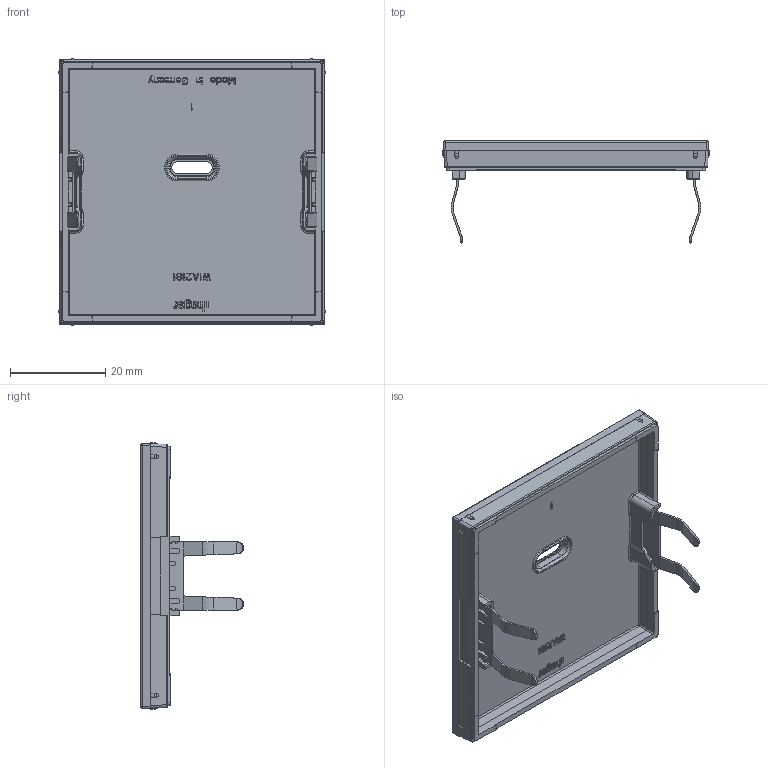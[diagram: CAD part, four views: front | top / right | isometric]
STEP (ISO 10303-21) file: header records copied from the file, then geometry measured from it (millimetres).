
FILE_DESCRIPTION((''),'2;1');
FILE_NAME('WAF1511WG_ASM','2025-04-11T11:22:21',('polia'),(''),'CREO PARAMETRIC BY PTC INC, 2023154','CREO PARAMETRIC BY PTC INC, 2023154','');
FILE_SCHEMA(('CONFIG_CONTROL_DESIGN','SHAPE_APPEARANCE_LAYERS_GROUPS'));
Products named in the file (7): W4G0039_18; W4H0088_18; W1A2181_80; W1X0046_00; W3A0372_80_ASM; KLEMMFEDER_1000000777_PAE_000_AC; WAF1511WG_ASM
Assembly tree (7 placements, depth 3):
  WAF1511WG_ASM
    W4G0039_18
    W3A0372_80_ASM
      W4H0088_18
      W1A2181_80
      W1X0046_00
    KLEMMFEDER_1000000777_PAE_000_AC  x2
Bounding box: 55.9 x 21.55 x 55.9 mm (x, y, z)
Volume: 7338.6 mm3; surface area: 9472.4 mm2
Topology: 6 solids, 6 shells, 1525 faces, 4182 edges, 2712 vertices
Faces by surface type: plane 956, cylinder 326, extrusion 113, bspline 84, torus 22, sphere 12, cone 12
Entity records: 62632 total; most frequent: CARTESIAN_POINT 15994, ORIENTED_EDGE 7788, DIRECTION 6321, EDGE_CURVE 3894, PRESENTATION_STYLE_ASSIGNMENT 3689, STYLED_ITEM 3689, CURVE_STYLE 3632, VECTOR 3027
